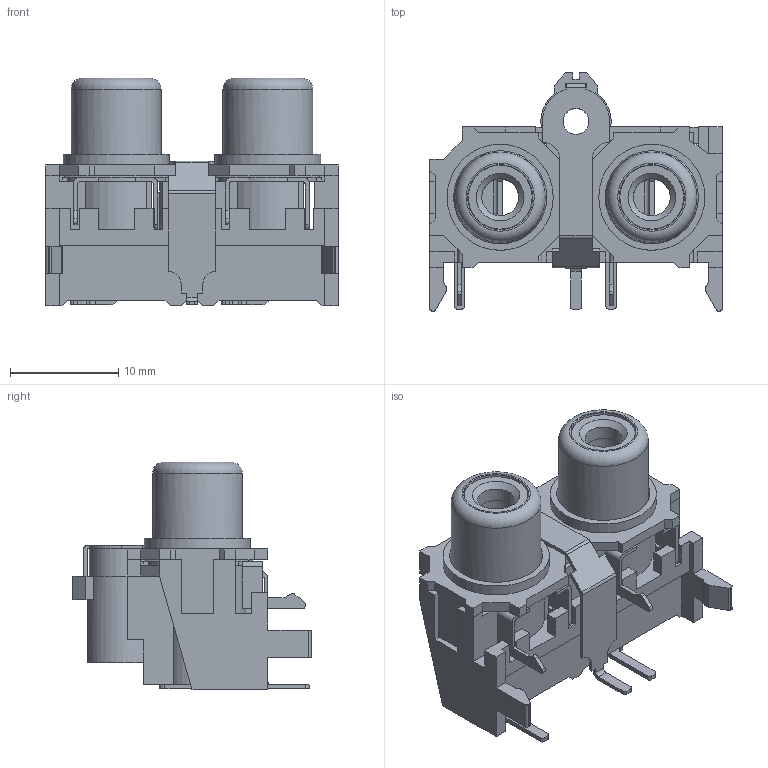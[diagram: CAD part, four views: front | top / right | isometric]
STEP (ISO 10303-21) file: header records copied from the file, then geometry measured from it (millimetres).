
FILE_DESCRIPTION(/* description */ ('RCA JACK 2 разъема на плату (горизонтальный)'),/* implementation_level */ '2;1');
FILE_NAME(/* name */ 'RS-234.stp',/* time_stamp */ '2017-09-26T09:45:21+03:00',/* author */ ('AGI'),/* organization */ (''),/* preprocessor_version */ 'ST-DEVELOPER v16.13',/* originating_system */ 'Autodesk Inventor 2018',/* authorisation */ '');
FILE_SCHEMA (('AUTOMOTIVE_DESIGN { 1 0 10303 214 3 1 1 }'));
Length unit declared in the file: millimetre
Products named in the file (1): RS-234
Bounding box: 27 x 22 x 21 mm (x, y, z)
Volume: 2992.2 mm3; surface area: 6224.7 mm2
Topology: 9 solids, 9 shells, 648 faces, 1893 edges, 1249 vertices
Faces by surface type: plane 499, cylinder 136, torus 8, cone 5
Full cylindrical faces by diameter (mm): 2.4 x2, 3.4 x4, 5.9 x2, 6 x3, 7.6 x2, 8.3 x2, 8.6 x2, 9.5 x2, 9.8 x2
Entity records: 21279 total; most frequent: CARTESIAN_POINT 3845, ORIENTED_EDGE 3698, DIRECTION 3506, EDGE_CURVE 1849, LINE 1466, VECTOR 1466, VERTEX_POINT 1239, AXIS2_PLACEMENT_3D 1020
